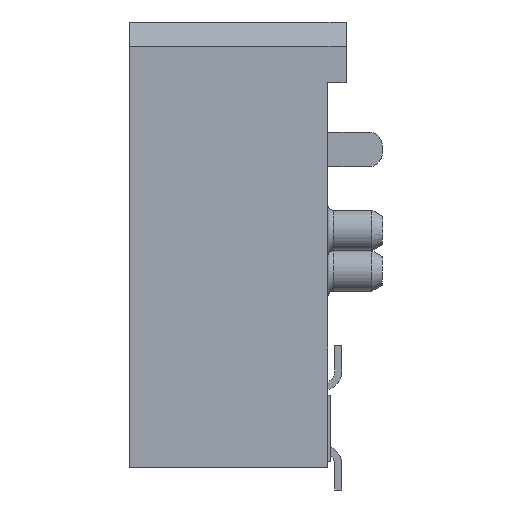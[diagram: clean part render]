
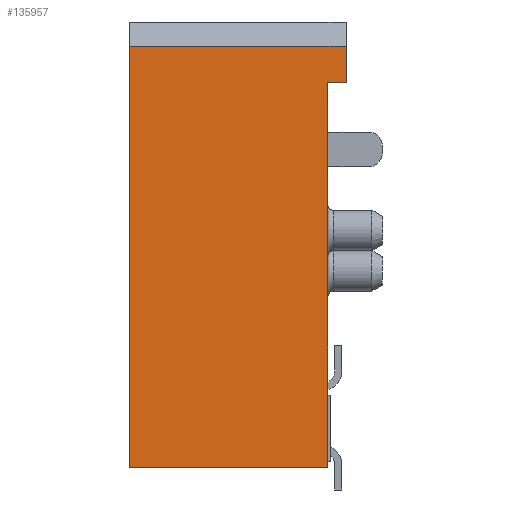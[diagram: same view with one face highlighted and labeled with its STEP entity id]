
A CAD part, left-side view. The second image highlights one B-rep face of the part: STEP entity #135957.
In plain terms, the highlighted planar face has unit normal (-1, 0, 0).
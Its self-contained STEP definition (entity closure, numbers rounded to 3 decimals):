
#95=DIRECTION('',(0.,0.,1.));
#96=VECTOR('',#95,9.5);
#97=CARTESIAN_POINT('',(-33.76,-2.6,-11.));
#98=LINE('',#97,#96);
#3887=DIRECTION('',(0.,-1.,0.));
#3888=VECTOR('',#3887,4.9);
#3889=CARTESIAN_POINT('',(-33.76,2.3,-11.));
#3890=LINE('',#3889,#3888);
#51082=DIRECTION('',(0.,0.,-1.));
#51083=VECTOR('',#51082,0.9);
#51084=CARTESIAN_POINT('',(-33.76,-3.05,-0.6));
#51085=LINE('',#51084,#51083);
#51098=DIRECTION('',(0.,-1.,0.));
#51099=VECTOR('',#51098,0.45);
#51100=CARTESIAN_POINT('',(-33.76,-2.6,-1.5));
#51101=LINE('',#51100,#51099);
#51102=DIRECTION('',(0.,1.,0.));
#51103=VECTOR('',#51102,5.35);
#51104=CARTESIAN_POINT('',(-33.76,-3.05,-0.6));
#51105=LINE('',#51104,#51103);
#51106=DIRECTION('',(0.,0.,1.));
#51107=VECTOR('',#51106,10.4);
#51108=CARTESIAN_POINT('',(-33.76,2.3,-11.));
#51109=LINE('',#51108,#51107);
#51414=CARTESIAN_POINT('',(-33.76,2.3,-11.));
#51415=VERTEX_POINT('',#51414);
#51424=CARTESIAN_POINT('',(-33.76,-3.05,-1.5));
#51426=VERTEX_POINT('',#51424);
#51436=CARTESIAN_POINT('',(-33.76,-2.6,-1.5));
#51438=VERTEX_POINT('',#51436);
#51491=CARTESIAN_POINT('',(-33.76,2.3,-0.6));
#51493=VERTEX_POINT('',#51491);
#51497=CARTESIAN_POINT('',(-33.76,-3.05,-0.6));
#51498=VERTEX_POINT('',#51497);
#55512=CARTESIAN_POINT('',(-33.76,-2.6,-11.));
#55513=VERTEX_POINT('',#55512);
#135944=CARTESIAN_POINT('',(-33.76,0.,0.));
#135945=DIRECTION('',(1.,0.,0.));
#135946=DIRECTION('',(0.,0.,-1.));
#135947=AXIS2_PLACEMENT_3D('',#135944,#135945,#135946);
#135948=PLANE('',#135947);
#135949=ORIENTED_EDGE('',*,*,#90654,.F.);
#135950=ORIENTED_EDGE('',*,*,#135888,.T.);
#135951=ORIENTED_EDGE('',*,*,#135937,.F.);
#135952=ORIENTED_EDGE('',*,*,#67086,.F.);
#135953=ORIENTED_EDGE('',*,*,#71630,.F.);
#135954=ORIENTED_EDGE('',*,*,#90635,.T.);
#135955=EDGE_LOOP('',(#135949,#135950,#135951,#135952,#135953,#135954));
#135956=FACE_OUTER_BOUND('',#135955,.F.);
#67086=EDGE_CURVE('',#55513,#51438,#98,.T.);
#71630=EDGE_CURVE('',#51415,#55513,#3890,.T.);
#90635=EDGE_CURVE('',#51415,#51493,#51109,.T.);
#90654=EDGE_CURVE('',#51498,#51493,#51105,.T.);
#135888=EDGE_CURVE('',#51498,#51426,#51085,.T.);
#135937=EDGE_CURVE('',#51438,#51426,#51101,.T.);
#135957=ADVANCED_FACE('',(#135956),#135948,.F.);
